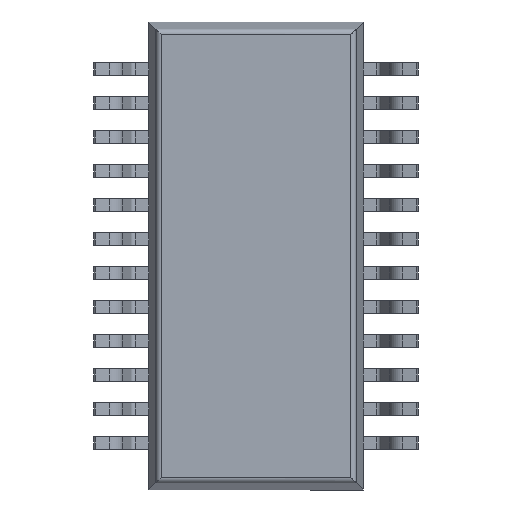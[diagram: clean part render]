
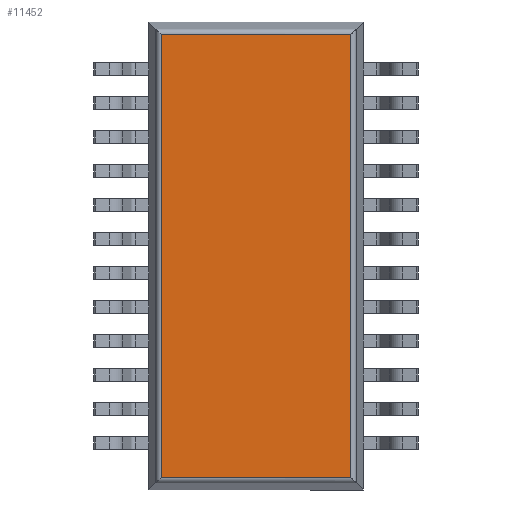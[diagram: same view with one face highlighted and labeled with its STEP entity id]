
A CAD part, front view. The second image highlights one B-rep face of the part: STEP entity #11452.
In plain terms, the highlighted planar face has unit normal (0, -1, 0).
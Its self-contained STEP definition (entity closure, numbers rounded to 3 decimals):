
#128 = AXIS2_PLACEMENT_3D ( 'NONE', #6734, #6735, #6736 ) ;
#2769 = CARTESIAN_POINT ( 'NONE',  ( 1.77, 0.15, 4.14 ) ) ;
#2770 = CARTESIAN_POINT ( 'NONE',  ( 1.77, 0.15, -4.14 ) ) ;
#2771 = CARTESIAN_POINT ( 'NONE',  ( -1.77, 0.15, -4.14 ) ) ;
#2772 = CARTESIAN_POINT ( 'NONE',  ( -1.77, 0.15, 4.14 ) ) ;
#4485 = EDGE_LOOP ( 'NONE', ( #13444, #13442, #13443, #13441 ) ) ;
#4785 = FACE_OUTER_BOUND ( 'NONE', #4485, .T. ) ;
#6733 = PLANE ( 'NONE',  #128 ) ;
#6734 = CARTESIAN_POINT ( 'NONE',  ( -2., 0.15, -4.37 ) ) ;
#6735 = DIRECTION ( 'NONE',  ( 0., -1., 0. ) ) ;
#6736 = DIRECTION ( 'NONE',  ( 0., 0., -1. ) ) ;
#9519 = CARTESIAN_POINT ( 'NONE',  ( -1.77, 0.15, -4.37 ) ) ;
#9520 = DIRECTION ( 'NONE',  ( 0., 0., -1. ) ) ;
#9535 = CARTESIAN_POINT ( 'NONE',  ( -2., 0.15, -4.14 ) ) ;
#9536 = DIRECTION ( 'NONE',  ( 1., 0., 0. ) ) ;
#9573 = CARTESIAN_POINT ( 'NONE',  ( -2., 0.15, 4.14 ) ) ;
#9574 = DIRECTION ( 'NONE',  ( -1., 0., 0. ) ) ;
#9585 = CARTESIAN_POINT ( 'NONE',  ( 1.77, 0.15, -4.37 ) ) ;
#9586 = DIRECTION ( 'NONE',  ( 0., 0., 1. ) ) ;
#9721 = LINE ( 'NONE', #9519, #10580 ) ;
#9730 = LINE ( 'NONE', #9535, #10585 ) ;
#9745 = LINE ( 'NONE', #9573, #13101 ) ;
#9751 = LINE ( 'NONE', #9585, #13107 ) ;
#10485 = VERTEX_POINT ( 'NONE', #2769 ) ;
#10486 = VERTEX_POINT ( 'NONE', #2770 ) ;
#10487 = VERTEX_POINT ( 'NONE', #2771 ) ;
#10488 = VERTEX_POINT ( 'NONE', #2772 ) ;
#10580 = VECTOR ( 'NONE', #9520, 1000. ) ;
#10585 = VECTOR ( 'NONE', #9536, 1000. ) ;
#11452 = ADVANCED_FACE ( 'NONE', ( #4785 ), #6733, .T. ) ;
#12526 = EDGE_CURVE ( 'NONE', #10488, #10487, #9721, .T. ) ;
#12533 = EDGE_CURVE ( 'NONE', #10487, #10486, #9730, .T. ) ;
#12547 = EDGE_CURVE ( 'NONE', #10485, #10488, #9745, .T. ) ;
#12553 = EDGE_CURVE ( 'NONE', #10486, #10485, #9751, .T. ) ;
#13101 = VECTOR ( 'NONE', #9574, 1000. ) ;
#13107 = VECTOR ( 'NONE', #9586, 1000. ) ;
#13441 = ORIENTED_EDGE ( 'NONE', *, *, #12547, .T. ) ;
#13442 = ORIENTED_EDGE ( 'NONE', *, *, #12533, .T. ) ;
#13443 = ORIENTED_EDGE ( 'NONE', *, *, #12553, .T. ) ;
#13444 = ORIENTED_EDGE ( 'NONE', *, *, #12526, .T. ) ;
